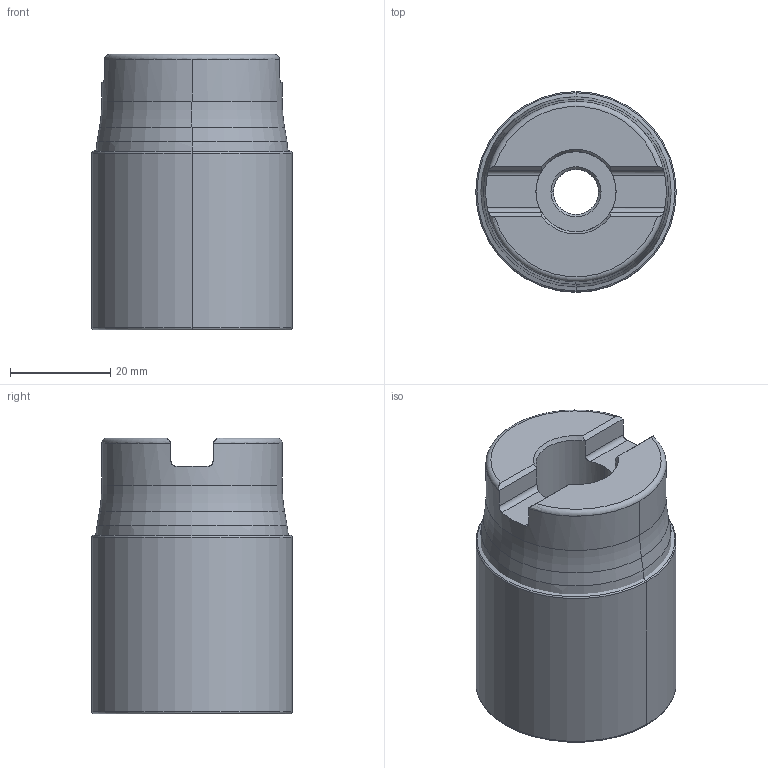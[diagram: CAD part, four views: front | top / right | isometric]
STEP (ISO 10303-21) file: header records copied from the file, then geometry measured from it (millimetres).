
FILE_DESCRIPTION((''),'2;1');
FILE_NAME('22J3R040035F0R00','2015-10-31T',('machinek'),(''),'PRO/ENGINEER BY PARAMETRIC TECHNOLOGY CORPORATION, 2011490','PRO/ENGINEER BY PARAMETRIC TECHNOLOGY CORPORATION, 2011490','');
FILE_SCHEMA(('AUTOMOTIVE_DESIGN { 1 2 10303 214 0 1 1 1 }'));
Length unit declared in the file: millimetre
Products named in the file (3): NOCUT; CUT; 22J3R040035F0R00
Assembly tree (2 placements, depth 2):
  22J3R040035F0R00
    NOCUT
    CUT
Bounding box: 40 x 40 x 55 mm (x, y, z)
Volume: 81643.6 mm3; surface area: 19234.8 mm2
Topology: 2 solids, 2 shells, 83 faces, 187 edges, 118 vertices
Faces by surface type: torus 24, cylinder 20, cone 18, plane 17, bspline 4
Entity records: 3264 total; most frequent: CARTESIAN_POINT 575, DIRECTION 461, ORIENTED_EDGE 368, AXIS2_PLACEMENT_3D 201, PRESENTATION_STYLE_ASSIGNMENT 195, STYLED_ITEM 195, CURVE_STYLE 193, EDGE_CURVE 184
